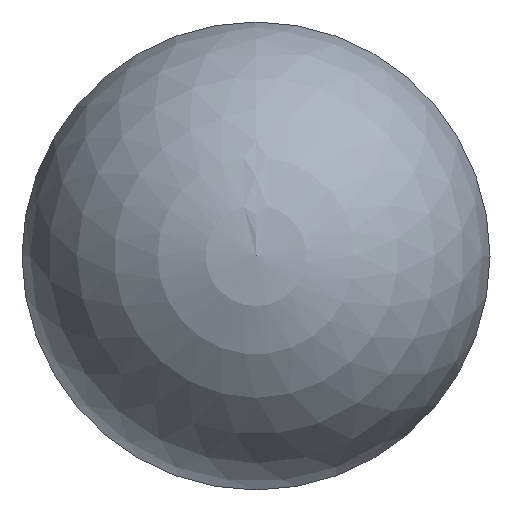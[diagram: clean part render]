
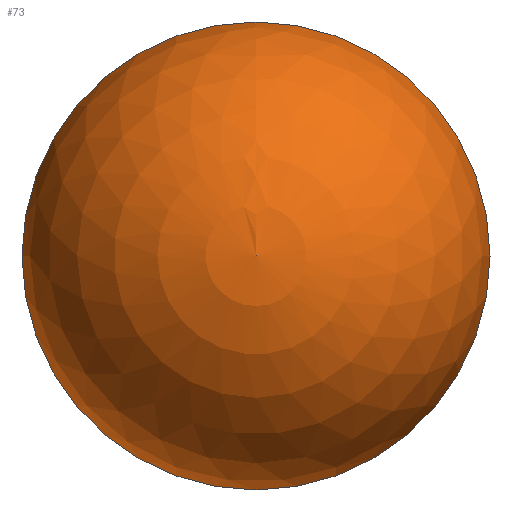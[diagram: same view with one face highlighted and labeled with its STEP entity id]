
A CAD part, top view. The second image highlights one B-rep face of the part: STEP entity #73.
In plain terms, the highlighted spherical face has radius 11 mm.
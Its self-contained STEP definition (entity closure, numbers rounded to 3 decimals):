
#73 = ADVANCED_FACE( '', ( #154 ), #155, .T. );
#154 = FACE_OUTER_BOUND( '', #227, .T. );
#155 = SPHERICAL_SURFACE( '', #228, 11. );
#227 = EDGE_LOOP( '', ( #326 ) );
#228 = AXIS2_PLACEMENT_3D( '', #327, #328, #329 );
#326 = ORIENTED_EDGE( '', *, *, #348, .T. );
#327 = CARTESIAN_POINT( '', ( 0., 0., 29. ) );
#328 = DIRECTION( '', ( 0., 0., 1. ) );
#329 = DIRECTION( '', ( 0., 1., 0. ) );
#348 = EDGE_CURVE( '', #391, #391, #392, .T. );
#391 = VERTEX_POINT( '', #438 );
#392 = CIRCLE( '', #439, 10.986 );
#438 = CARTESIAN_POINT( '', ( 10.986, 0., 29.546 ) );
#439 = AXIS2_PLACEMENT_3D( '', #487, #488, #489 );
#487 = CARTESIAN_POINT( '', ( 0., 0., 29.546 ) );
#488 = DIRECTION( '', ( 0., 0., 1. ) );
#489 = DIRECTION( '', ( 1., 0., 0. ) );
